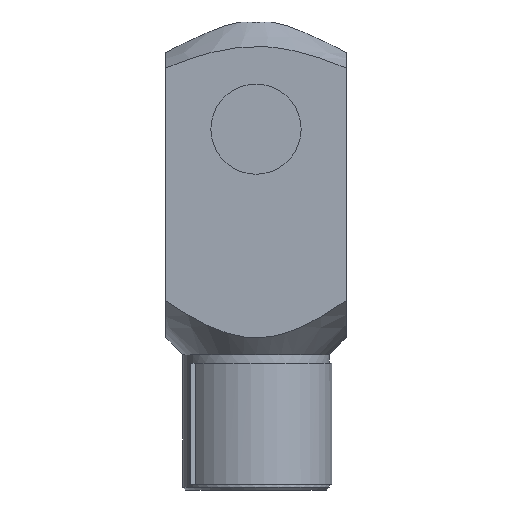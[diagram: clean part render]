
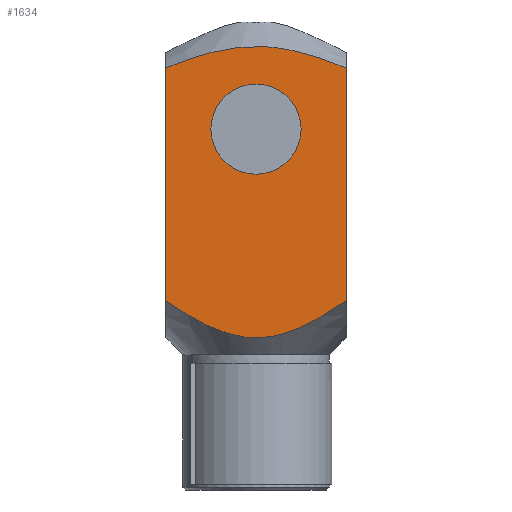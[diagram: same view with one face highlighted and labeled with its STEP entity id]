
A CAD part, left-side view. The second image highlights one B-rep face of the part: STEP entity #1634.
In plain terms, the highlighted planar face has unit normal (-1, 0, 0).
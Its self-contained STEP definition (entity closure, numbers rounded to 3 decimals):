
#1259=CARTESIAN_POINT('',(-16.,8.0,64.0));
#1260=VERTEX_POINT('',#1259);
#1261=CARTESIAN_POINT('',(-16.,0.0,64.0));
#1262=DIRECTION('',(1.0,0.0,0.0));
#1263=DIRECTION('',(0.0,-1.0,0.0));
#1264=AXIS2_PLACEMENT_3D('',#1261,#1262,#1263);
#1265=CIRCLE('',#1264,8.0);
#1266=EDGE_CURVE('',#1260,#1260,#1265,.T.);
#1294=CARTESIAN_POINT('',(-16.0,16.0,33.627));
#1295=VERTEX_POINT('',#1294);
#1296=CARTESIAN_POINT('',(-16.,-16.,33.627));
#1297=VERTEX_POINT('',#1296);
#1298=CARTESIAN_POINT('',(-16.0,16.0,33.627));
#1299=CARTESIAN_POINT('',(-16.,0.,22.314));
#1300=CARTESIAN_POINT('',(-16.,-16.,33.627));
#1308=(BOUNDED_CURVE()B_SPLINE_CURVE(2,(#1298,#1299,#1300),.UNSPECIFIED.,.F.,.U.)B_SPLINE_CURVE_WITH_KNOTS((3,3),(0.994,5.705),.UNSPECIFIED.)CURVE()GEOMETRIC_REPRESENTATION_ITEM()RATIONAL_B_SPLINE_CURVE((1.269,1.794,1.269))REPRESENTATION_ITEM(''));
#1309=EDGE_CURVE('',#1295,#1297,#1308,.T.);
#1422=CARTESIAN_POINT('',(-16.,16.0,74.844));
#1423=VERTEX_POINT('',#1422);
#1424=CARTESIAN_POINT('',(-16.0,16.0,33.627));
#1425=DIRECTION('',(0.0,0.0,1.0));
#1426=VECTOR('',#1425,41.216);
#1427=LINE('',#1424,#1426);
#1428=EDGE_CURVE('',#1295,#1423,#1427,.T.);
#1522=CARTESIAN_POINT('',(-16.,-16.,74.844));
#1523=VERTEX_POINT('',#1522);
#1524=CARTESIAN_POINT('',(-16.,-16.,74.844));
#1525=CARTESIAN_POINT('',(-16.,0.,81.376));
#1526=CARTESIAN_POINT('',(-16.,16.0,74.844));
#1534=(BOUNDED_CURVE()B_SPLINE_CURVE(2,(#1524,#1525,#1526),.UNSPECIFIED.,.F.,.U.)B_SPLINE_CURVE_WITH_KNOTS((3,3),(2.772,9.505),.UNSPECIFIED.)CURVE()GEOMETRIC_REPRESENTATION_ITEM()RATIONAL_B_SPLINE_CURVE((1.929,2.728,1.929))REPRESENTATION_ITEM(''));
#1535=EDGE_CURVE('',#1523,#1423,#1534,.T.);
#1615=CARTESIAN_POINT('',(-16.,-16.,24.));
#1616=DIRECTION('',(-1.0,0.0,0.0));
#1617=DIRECTION('',(0.0,0.0,1.0));
#1618=AXIS2_PLACEMENT_3D('',#1615,#1616,#1617);
#1619=PLANE('',#1618);
#1620=ORIENTED_EDGE('',*,*,#1309,.T.);
#1621=CARTESIAN_POINT('',(-16.,-16.,33.627));
#1622=DIRECTION('',(0.0,0.0,1.0));
#1623=VECTOR('',#1622,41.216);
#1624=LINE('',#1621,#1623);
#1625=EDGE_CURVE('',#1297,#1523,#1624,.T.);
#1626=ORIENTED_EDGE('',*,*,#1625,.T.);
#1627=ORIENTED_EDGE('',*,*,#1535,.T.);
#1628=ORIENTED_EDGE('',*,*,#1428,.F.);
#1629=EDGE_LOOP('',(#1620,#1626,#1627,#1628));
#1630=FACE_OUTER_BOUND('',#1629,.T.);
#1631=ORIENTED_EDGE('',*,*,#1266,.T.);
#1632=EDGE_LOOP('',(#1631));
#1633=FACE_BOUND('',#1632,.T.);
#1634=ADVANCED_FACE('',(#1630,#1633),#1619,.T.);
